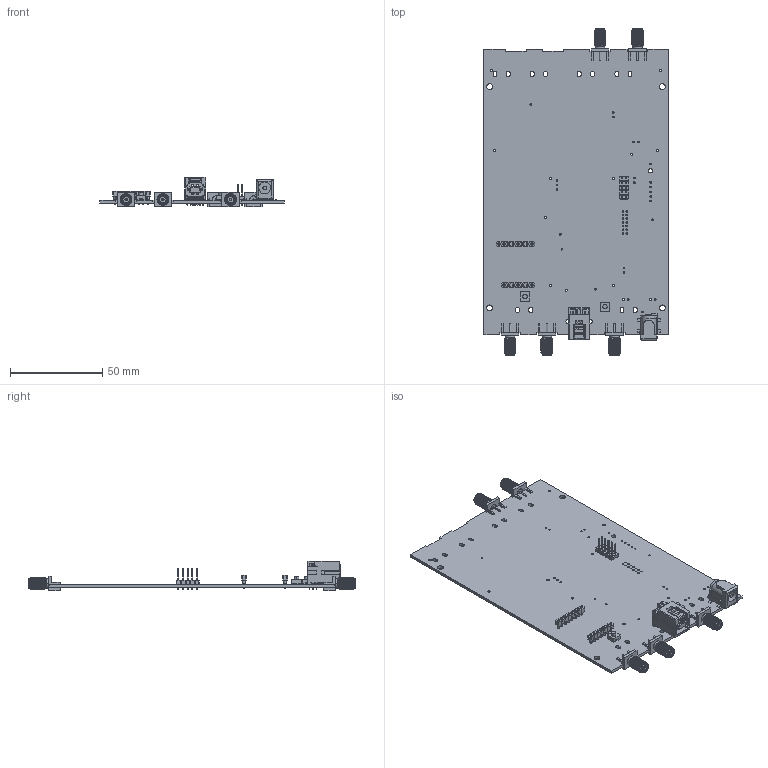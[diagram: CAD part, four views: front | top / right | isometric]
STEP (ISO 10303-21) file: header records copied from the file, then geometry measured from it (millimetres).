
FILE_DESCRIPTION((''),'2;1');
FILE_NAME('CU_ETTUS_B200_CCA','2016-06-29T',('jjorden'),(''),'CREO PARAMETRIC BY PTC INC, 2015380','CREO PARAMETRIC BY PTC INC, 2015380','');
FILE_SCHEMA(('CONFIG_CONTROL_DESIGN'));
Products named in the file (1): CU_ETTUS_B200_CCA
Bounding box: 99.95 x 177.65 x 16.13 mm (x, y, z)
Volume: 28954.8 mm3; surface area: 40425.4 mm2
Topology: 7 solids, 7 shells, 2456 faces, 6937 edges, 4508 vertices
Faces by surface type: plane 1554, cylinder 750, cone 84, bspline 64, extrusion 2, sphere 2
Entity records: 119410 total; most frequent: CARTESIAN_POINT 55162, ORIENTED_EDGE 13862, DIRECTION 12566, EDGE_CURVE 6931, VECTOR 5054, LINE 5052, VERTEX_POINT 4508, AXIS2_PLACEMENT_3D 3756
